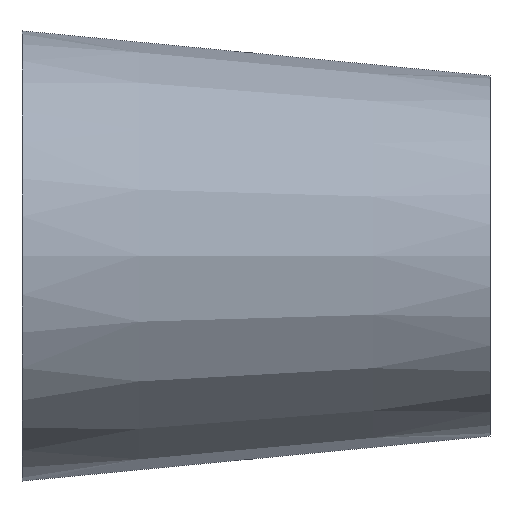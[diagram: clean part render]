
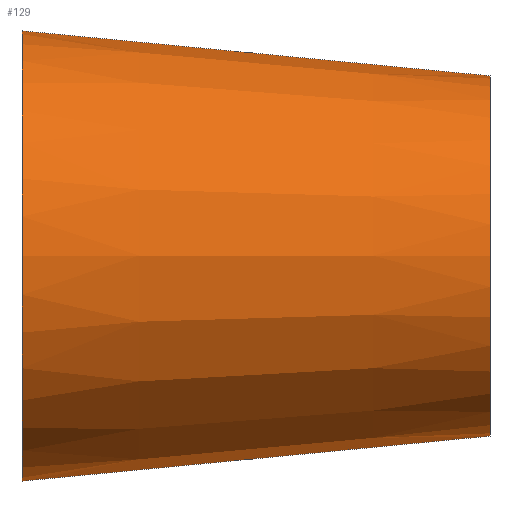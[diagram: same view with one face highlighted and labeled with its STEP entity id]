
A CAD part, top view. The second image highlights one B-rep face of the part: STEP entity #129.
In plain terms, the highlighted conical face has half-angle 5.496 degrees and reference radius 25.4 mm.
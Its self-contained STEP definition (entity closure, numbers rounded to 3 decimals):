
#4 = ORIENTED_EDGE ( 'NONE', *, *, #25, .T. ) ;
#7 = CIRCLE ( 'NONE', #198, 31.75 ) ;
#8 = EDGE_CURVE ( 'NONE', #112, #189, #142, .T. ) ;
#9 = DIRECTION ( 'NONE',  ( -1., 0., 0. ) ) ;
#17 = DIRECTION ( 'NONE',  ( 0., -1., 0. ) ) ;
#21 = AXIS2_PLACEMENT_3D ( 'NONE', #88, #9, #118 ) ;
#25 = EDGE_CURVE ( 'NONE', #112, #100, #204, .T. ) ;
#39 = CARTESIAN_POINT ( 'NONE',  ( 66., -30.1, 0. ) ) ;
#42 = CARTESIAN_POINT ( 'NONE',  ( 0., 27.05, 0. ) ) ;
#49 = CARTESIAN_POINT ( 'NONE',  ( 66., 20.7, 0. ) ) ;
#65 = ORIENTED_EDGE ( 'NONE', *, *, #154, .T. ) ;
#66 = ORIENTED_EDGE ( 'NONE', *, *, #8, .F. ) ;
#71 = DIRECTION ( 'NONE',  ( 0., -1., 0. ) ) ;
#78 = DIRECTION ( 'NONE',  ( -1., 0., 0. ) ) ;
#81 = AXIS2_PLACEMENT_3D ( 'NONE', #205, #96, #71 ) ;
#88 = CARTESIAN_POINT ( 'NONE',  ( 66., -4.7, 0. ) ) ;
#96 = DIRECTION ( 'NONE',  ( -1., 0., 0. ) ) ;
#100 = VERTEX_POINT ( 'NONE', #138 ) ;
#111 = VERTEX_POINT ( 'NONE', #42 ) ;
#112 = VERTEX_POINT ( 'NONE', #171 ) ;
#114 = CONICAL_SURFACE ( 'NONE', #21, 25.4, 0.096 ) ;
#118 = DIRECTION ( 'NONE',  ( 0., -1., 0. ) ) ;
#120 = CARTESIAN_POINT ( 'NONE',  ( 0., -36.45, 0. ) ) ;
#129 = ADVANCED_FACE ( 'NONE', ( #148 ), #114, .T. ) ;
#138 = CARTESIAN_POINT ( 'NONE',  ( 66., 20.7, 0. ) ) ;
#141 = CARTESIAN_POINT ( 'NONE',  ( 0., -4.7, 0. ) ) ;
#142 = LINE ( 'NONE', #39, #182 ) ;
#144 = EDGE_LOOP ( 'NONE', ( #4, #65, #203, #66 ) ) ;
#148 = FACE_OUTER_BOUND ( 'NONE', #144, .T. ) ;
#154 = EDGE_CURVE ( 'NONE', #100, #111, #169, .T. ) ;
#163 = VECTOR ( 'NONE', #179, 1000. ) ;
#169 = LINE ( 'NONE', #49, #163 ) ;
#171 = CARTESIAN_POINT ( 'NONE',  ( 66., -30.1, 0. ) ) ;
#179 = DIRECTION ( 'NONE',  ( -0.995, 0.096, 0. ) ) ;
#182 = VECTOR ( 'NONE', #183, 1000. ) ;
#183 = DIRECTION ( 'NONE',  ( -0.995, -0.096, 0. ) ) ;
#189 = VERTEX_POINT ( 'NONE', #120 ) ;
#198 = AXIS2_PLACEMENT_3D ( 'NONE', #141, #78, #17 ) ;
#203 = ORIENTED_EDGE ( 'NONE', *, *, #207, .F. ) ;
#204 = CIRCLE ( 'NONE', #81, 25.4 ) ;
#205 = CARTESIAN_POINT ( 'NONE',  ( 66., -4.7, 0. ) ) ;
#207 = EDGE_CURVE ( 'NONE', #189, #111, #7, .T. ) ;
